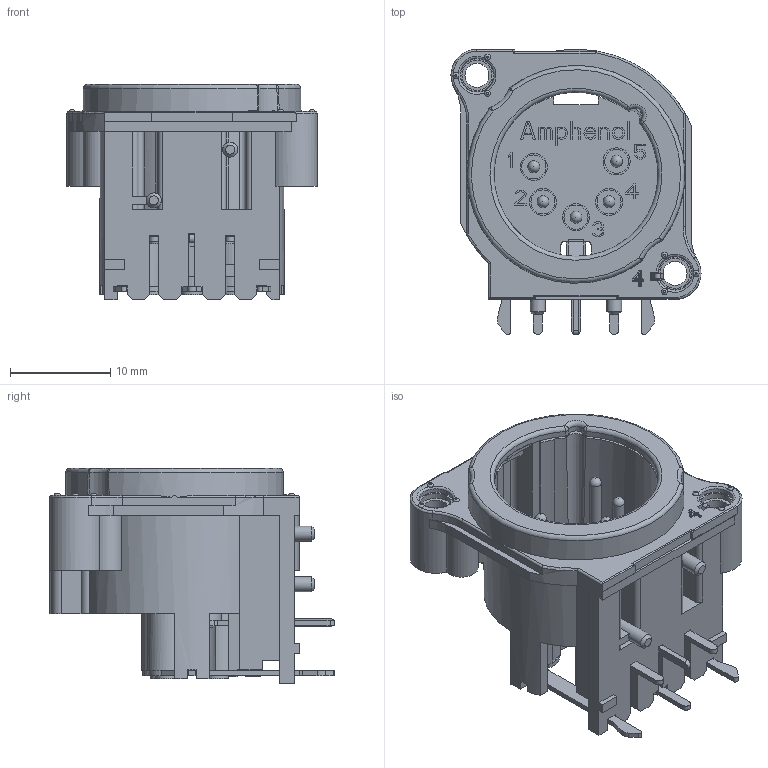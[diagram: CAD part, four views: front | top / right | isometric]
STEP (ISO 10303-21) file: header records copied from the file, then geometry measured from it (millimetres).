
FILE_DESCRIPTION(/* description */ (''),/* implementation_level */ '2;1');
FILE_NAME(/* name */ 'AC5MBH-AU-PRE.stp',/* time_stamp */ '2024-05-17T16:46:50+10:00',/* author */ ('minh'),/* organization */ (''),/* preprocessor_version */ 'ST-DEVELOPER v19.2',/* originating_system */ 'Autodesk Inventor 2023',/* authorisation */ '');
FILE_SCHEMA (('AUTOMOTIVE_DESIGN { 1 0 10303 214 3 1 1 }'));
Length unit declared in the file: inch
Products named in the file (1): 55011223-000
Bounding box: 25 x 28.5 x 21.5 mm (x, y, z)
Volume: 3127.4 mm3; surface area: 5746.7 mm2
Topology: 1 solids, 8 shells, 1190 faces, 3267 edges, 2114 vertices
Faces by surface type: plane 832, cylinder 262, torus 37, sphere 29, cone 18, bspline 12
Full cylindrical faces by diameter (mm): 1 x7, 1.18 x5, 1.2 x2, 1.5 x2, 1.6 x5, 1.7 x5, 1.9 x5, 2.2 x5, 2.4 x6, 2.7 x5, 3 x2, 3.4 x1
Entity records: 39995 total; most frequent: CARTESIAN_POINT 8078, ORIENTED_EDGE 6510, DIRECTION 6257, EDGE_CURVE 3255, LINE 2449, VECTOR 2449, VERTEX_POINT 2114, AXIS2_PLACEMENT_3D 1904
